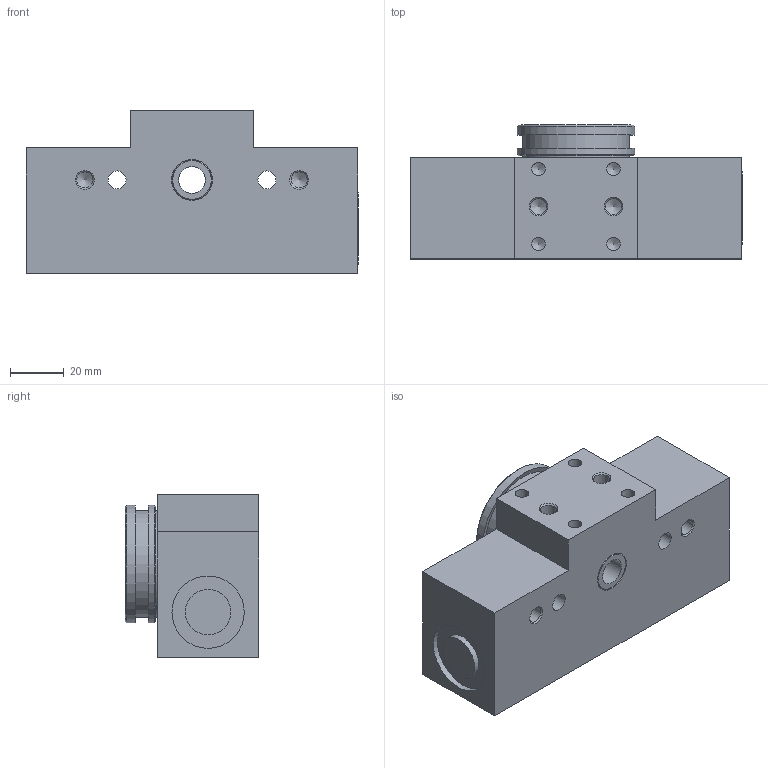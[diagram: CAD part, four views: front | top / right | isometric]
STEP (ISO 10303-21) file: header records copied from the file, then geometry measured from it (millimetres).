
FILE_DESCRIPTION(/* description */ (''),/* implementation_level */ '2;1');
FILE_NAME(/* name */ 'PAO-MC 20-A-N-RO-PN.STEP',/* time_stamp */ '2021-10-29T12:11:45+02:00',/* author */ ('Emilio'),/* organization */ (''),/* preprocessor_version */ 'ST-DEVELOPER v17.2',/* originating_system */ 'Autodesk Inventor 2019',/* authorisation */ '');
FILE_SCHEMA (('AUTOMOTIVE_DESIGN { 1 0 10303 214 3 1 1 }'));
Length unit declared in the file: millimetre
Products named in the file (3): PAO-MC 20-A-N-RA-PN; Corpo; Rotore
Assembly tree (2 placements, depth 2):
  PAO-MC 20-A-N-RA-PN
    Corpo
    Rotore
Bounding box: 124 x 50 x 61 mm (x, y, z)
Volume: 239086.5 mm3; surface area: 45481.1 mm2
Topology: 2 solids, 2 shells, 117 faces, 344 edges, 248 vertices
Faces by surface type: plane 45, cylinder 44, cone 28
Full cylindrical faces by diameter (mm): 4.2 x4, 5 x6, 6 x4, 6.7 x2, 10 x1, 10.5 x2, 14.4 x1, 15 x1, 15.2 x1, 17 x3, 20.1 x1, 21.5 x1, 27 x2, 29.5 x1, 37 x1, 40 x2, 40.5 x1, 44 x2
Entity records: 4169 total; most frequent: DIRECTION 774, CARTESIAN_POINT 703, ORIENTED_EDGE 664, EDGE_CURVE 332, AXIS2_PLACEMENT_3D 319, VERTEX_POINT 248, CIRCLE 196, EDGE_LOOP 158
